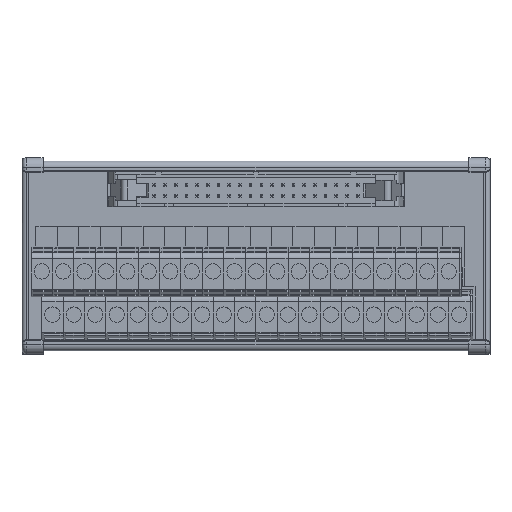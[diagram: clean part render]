
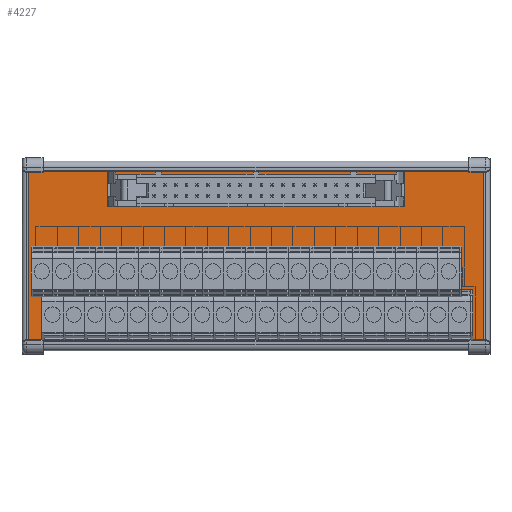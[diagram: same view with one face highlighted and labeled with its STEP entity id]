
A CAD part, top view. The second image highlights one B-rep face of the part: STEP entity #4227.
In plain terms, the highlighted planar face has unit normal (0, 0, 1).
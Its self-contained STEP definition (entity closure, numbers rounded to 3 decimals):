
#4227=ADVANCED_FACE('',(#8910),#8911,.T.);
#8910=FACE_OUTER_BOUND('',#14593,.T.);
#8911=PLANE('',#14594);
#14593=EDGE_LOOP('',(#23390,#23391,#23392,#23393));
#14594=AXIS2_PLACEMENT_3D('',#23394,#23395,#23396);
#23390=ORIENTED_EDGE('',*,*,#36279,.T.);
#23391=ORIENTED_EDGE('',*,*,#36280,.T.);
#23392=ORIENTED_EDGE('',*,*,#36281,.T.);
#23393=ORIENTED_EDGE('',*,*,#36282,.T.);
#23394=CARTESIAN_POINT('',(53.975,21.082,1.651));
#23395=DIRECTION('',(0.0,0.0,1.0));
#23396=DIRECTION('',(1.0,0.0,0.0));
#36279=EDGE_CURVE('',#43516,#43517,#43518,.T.);
#36280=EDGE_CURVE('',#43517,#43519,#43520,.T.);
#36281=EDGE_CURVE('',#43519,#43521,#43522,.T.);
#36282=EDGE_CURVE('',#43521,#43516,#43523,.T.);
#43516=VERTEX_POINT('',#53611);
#43517=VERTEX_POINT('',#53612);
#43518=LINE('',#53613,#53614);
#43519=VERTEX_POINT('',#53615);
#43520=LINE('',#53616,#53617);
#43521=VERTEX_POINT('',#53618);
#43522=LINE('',#53619,#53620);
#43523=LINE('',#53621,#53622);
#53611=CARTESIAN_POINT('',(0.0,0.0,1.651));
#53612=CARTESIAN_POINT('',(107.95,0.0,1.651));
#53613=CARTESIAN_POINT('',(53.975,0.0,1.651));
#53614=VECTOR('',#65198,1.0);
#53615=CARTESIAN_POINT('',(107.95,42.164,1.651));
#53616=CARTESIAN_POINT('',(107.95,21.082,1.651));
#53617=VECTOR('',#65199,1.0);
#53618=CARTESIAN_POINT('',(0.0,42.164,1.651));
#53619=CARTESIAN_POINT('',(53.975,42.164,1.651));
#53620=VECTOR('',#65200,1.0);
#53621=CARTESIAN_POINT('',(0.0,21.082,1.651));
#53622=VECTOR('',#65201,1.0);
#65198=DIRECTION('',(1.0,0.0,0.0));
#65199=DIRECTION('',(0.0,1.0,0.0));
#65200=DIRECTION('',(-1.0,0.0,0.0));
#65201=DIRECTION('',(0.0,-1.0,0.0));
